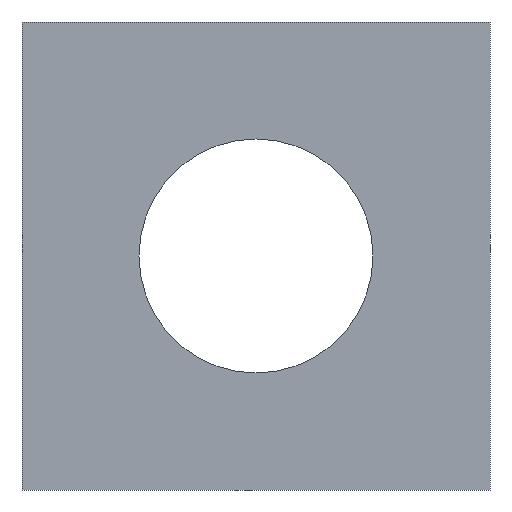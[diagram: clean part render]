
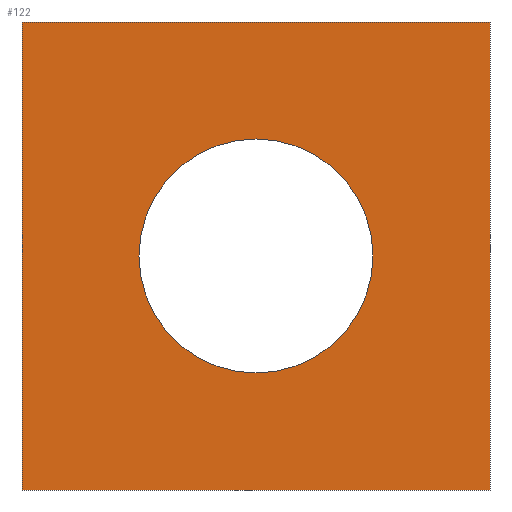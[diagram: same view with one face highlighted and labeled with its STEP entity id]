
A CAD part, front view. The second image highlights one B-rep face of the part: STEP entity #122.
In plain terms, the highlighted planar face has unit normal (0, -1, 0).
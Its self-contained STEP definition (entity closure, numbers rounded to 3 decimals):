
#1=DIRECTION('',(0.,0.,1.));
#2=VECTOR('',#1,100.);
#3=CARTESIAN_POINT('',(-50.,0.,-50.));
#4=LINE('',#3,#2);
#5=DIRECTION('',(1.,0.,0.));
#6=VECTOR('',#5,100.);
#7=CARTESIAN_POINT('',(-50.,0.,50.));
#8=LINE('',#7,#6);
#9=DIRECTION('',(0.,0.,-1.));
#10=VECTOR('',#9,100.);
#11=CARTESIAN_POINT('',(50.,0.,50.));
#12=LINE('',#11,#10);
#13=DIRECTION('',(-1.,0.,0.));
#14=VECTOR('',#13,100.);
#15=CARTESIAN_POINT('',(50.,0.,-50.));
#16=LINE('',#15,#14);
#17=CARTESIAN_POINT('',(0.,0.,0.));
#18=DIRECTION('',(0.,1.,0.));
#19=DIRECTION('',(1.,0.,0.));
#20=AXIS2_PLACEMENT_3D('',#17,#18,#19);
#22=CARTESIAN_POINT('',(0.,0.,0.));
#23=DIRECTION('',(0.,1.,0.));
#24=DIRECTION('',(-1.,0.,0.));
#25=AXIS2_PLACEMENT_3D('',#22,#23,#24);
#77=CARTESIAN_POINT('',(-50.,0.,-50.));
#78=CARTESIAN_POINT('',(-50.,0.,50.));
#79=VERTEX_POINT('',#77);
#80=VERTEX_POINT('',#78);
#81=CARTESIAN_POINT('',(50.,0.,50.));
#82=VERTEX_POINT('',#81);
#83=CARTESIAN_POINT('',(50.,0.,-50.));
#84=VERTEX_POINT('',#83);
#93=CARTESIAN_POINT('',(25.,0.,0.));
#94=CARTESIAN_POINT('',(-25.,0.,0.));
#95=VERTEX_POINT('',#93);
#96=VERTEX_POINT('',#94);
#101=CARTESIAN_POINT('',(0.,0.,0.));
#102=DIRECTION('',(0.,1.,0.));
#103=DIRECTION('',(1.,0.,0.));
#104=AXIS2_PLACEMENT_3D('',#101,#102,#103);
#105=PLANE('',#104);
#107=ORIENTED_EDGE('',*,*,#106,.T.);
#109=ORIENTED_EDGE('',*,*,#108,.T.);
#111=ORIENTED_EDGE('',*,*,#110,.T.);
#113=ORIENTED_EDGE('',*,*,#112,.T.);
#114=EDGE_LOOP('',(#107,#109,#111,#113));
#115=FACE_OUTER_BOUND('',#114,.F.);
#117=ORIENTED_EDGE('',*,*,#116,.F.);
#119=ORIENTED_EDGE('',*,*,#118,.F.);
#120=EDGE_LOOP('',(#117,#119));
#121=FACE_BOUND('',#120,.F.);
#122=ADVANCED_FACE('',(#115,#121),#105,.F.);
#21=CIRCLE('',#20,25.);
#26=CIRCLE('',#25,25.);
#106=EDGE_CURVE('',#79,#80,#4,.T.);
#108=EDGE_CURVE('',#80,#82,#8,.T.);
#110=EDGE_CURVE('',#82,#84,#12,.T.);
#112=EDGE_CURVE('',#84,#79,#16,.T.);
#116=EDGE_CURVE('',#95,#96,#21,.T.);
#118=EDGE_CURVE('',#96,#95,#26,.T.);
